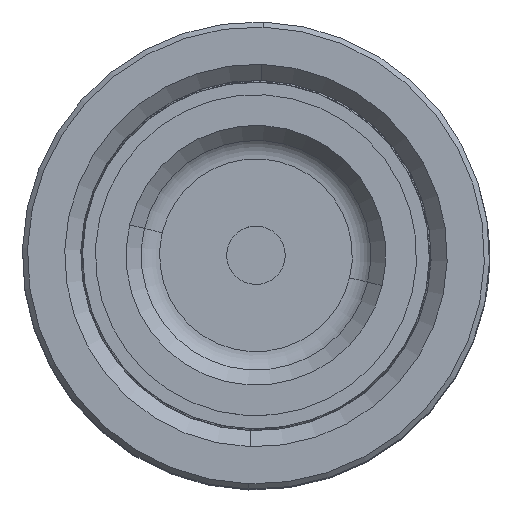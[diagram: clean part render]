
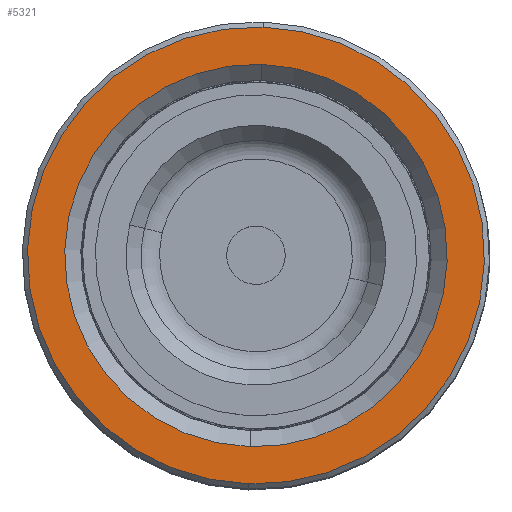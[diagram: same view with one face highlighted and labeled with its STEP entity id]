
A CAD part, top view. The second image highlights one B-rep face of the part: STEP entity #5321.
In plain terms, the highlighted planar face has unit normal (0, 0, 1).
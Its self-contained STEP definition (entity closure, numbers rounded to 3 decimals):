
#597 = DIRECTION ( 'NONE',  ( 1., 0., 0. ) ) ;
#1558 = EDGE_LOOP ( 'NONE', ( #29226, #44550 ) ) ;
#3509 = EDGE_CURVE ( 'NONE', #30989, #21855, #14821, .T. ) ;
#5130 = AXIS2_PLACEMENT_3D ( 'NONE', #25680, #16596, #8597 ) ;
#5191 = DIRECTION ( 'NONE',  ( 0., 0., 1. ) ) ;
#5321 = ADVANCED_FACE ( 'NONE', ( #29204, #29918 ), #29596, .T. ) ;
#7090 = CARTESIAN_POINT ( 'NONE',  ( -31.3, 0., 80. ) ) ;
#8421 = AXIS2_PLACEMENT_3D ( 'NONE', #35592, #5191, #597 ) ;
#8597 = DIRECTION ( 'NONE',  ( 1., 0., 0. ) ) ;
#9339 = CARTESIAN_POINT ( 'NONE',  ( 31.3, 0., 80. ) ) ;
#10911 = EDGE_CURVE ( 'NONE', #47773, #37818, #30260, .T. ) ;
#13540 = CARTESIAN_POINT ( 'NONE',  ( 0., 0., 80. ) ) ;
#14821 = CIRCLE ( 'NONE', #5130, 31.3 ) ;
#16596 = DIRECTION ( 'NONE',  ( 0., 0., 1. ) ) ;
#20663 = DIRECTION ( 'NONE',  ( 0., 0., 1. ) ) ;
#21855 = VERTEX_POINT ( 'NONE', #9339 ) ;
#21976 = CARTESIAN_POINT ( 'NONE',  ( 26.2, 0., 80. ) ) ;
#22068 = DIRECTION ( 'NONE',  ( 0., 0., -1. ) ) ;
#23852 = EDGE_CURVE ( 'NONE', #37818, #47773, #47680, .T. ) ;
#25680 = CARTESIAN_POINT ( 'NONE',  ( 0., 0., 80. ) ) ;
#26214 = CIRCLE ( 'NONE', #8421, 31.3 ) ;
#26477 = DIRECTION ( 'NONE',  ( 1., 0., 0. ) ) ;
#26831 = AXIS2_PLACEMENT_3D ( 'NONE', #13540, #22068, #26477 ) ;
#29204 = FACE_OUTER_BOUND ( 'NONE', #30574, .T. ) ;
#29226 = ORIENTED_EDGE ( 'NONE', *, *, #23852, .T. ) ;
#29375 = EDGE_CURVE ( 'NONE', #21855, #30989, #26214, .T. ) ;
#29596 = PLANE ( 'NONE',  #31348 ) ;
#29918 = FACE_BOUND ( 'NONE', #1558, .T. ) ;
#30260 = CIRCLE ( 'NONE', #38303, 26.2 ) ;
#30574 = EDGE_LOOP ( 'NONE', ( #49326, #42072 ) ) ;
#30989 = VERTEX_POINT ( 'NONE', #7090 ) ;
#31348 = AXIS2_PLACEMENT_3D ( 'NONE', #34183, #20663, #51098 ) ;
#34183 = CARTESIAN_POINT ( 'NONE',  ( 0., 0., 80. ) ) ;
#34639 = CARTESIAN_POINT ( 'NONE',  ( 0., 0., 80. ) ) ;
#35592 = CARTESIAN_POINT ( 'NONE',  ( 0., 0., 80. ) ) ;
#37818 = VERTEX_POINT ( 'NONE', #21976 ) ;
#38303 = AXIS2_PLACEMENT_3D ( 'NONE', #34639, #38586, #38953 ) ;
#38586 = DIRECTION ( 'NONE',  ( 0., 0., -1. ) ) ;
#38953 = DIRECTION ( 'NONE',  ( 1., 0., 0. ) ) ;
#42072 = ORIENTED_EDGE ( 'NONE', *, *, #29375, .T. ) ;
#44550 = ORIENTED_EDGE ( 'NONE', *, *, #10911, .T. ) ;
#47680 = CIRCLE ( 'NONE', #26831, 26.2 ) ;
#47773 = VERTEX_POINT ( 'NONE', #55832 ) ;
#49326 = ORIENTED_EDGE ( 'NONE', *, *, #3509, .T. ) ;
#51098 = DIRECTION ( 'NONE',  ( 1., 0., 0. ) ) ;
#55832 = CARTESIAN_POINT ( 'NONE',  ( -26.2, 0., 80. ) ) ;
